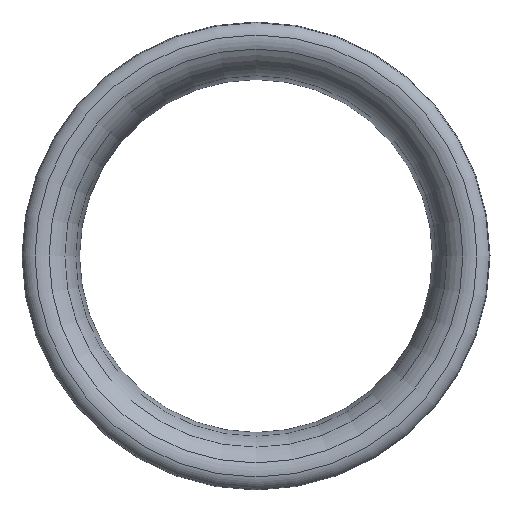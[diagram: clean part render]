
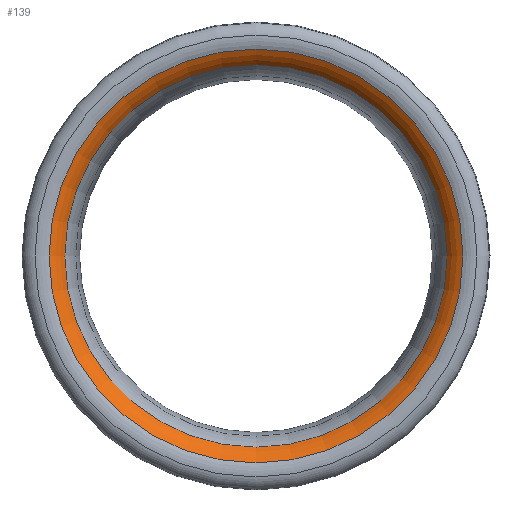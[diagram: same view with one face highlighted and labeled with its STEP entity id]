
A CAD part, left-side view. The second image highlights one B-rep face of the part: STEP entity #139.
In plain terms, the highlighted toroidal (fillet/blend) face has major radius 462.901 mm and minor radius 86.868 mm.
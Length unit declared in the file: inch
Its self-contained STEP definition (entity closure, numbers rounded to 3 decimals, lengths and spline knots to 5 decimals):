
#16=TOROIDAL_SURFACE('',#164,18.22445,3.42);
#38=FACE_BOUND('',#66,.T.);
#49=FACE_OUTER_BOUND('',#65,.T.);
#65=EDGE_LOOP('',(#120));
#66=EDGE_LOOP('',(#121));
#82=CIRCLE('',#163,15.44191);
#83=CIRCLE('',#165,16.70934);
#93=VERTEX_POINT('',#237);
#94=VERTEX_POINT('',#240);
#104=EDGE_CURVE('',#93,#93,#82,.T.);
#105=EDGE_CURVE('',#94,#94,#83,.T.);
#120=ORIENTED_EDGE('',*,*,#104,.T.);
#121=ORIENTED_EDGE('',*,*,#105,.F.);
#139=ADVANCED_FACE('',(#49,#38),#16,.T.);
#163=AXIS2_PLACEMENT_3D('',#238,#197,#198);
#164=AXIS2_PLACEMENT_3D('',#239,#199,#200);
#165=AXIS2_PLACEMENT_3D('',#241,#201,#202);
#197=DIRECTION('center_axis',(1.,0.,0.));
#198=DIRECTION('ref_axis',(0.,0.,-1.));
#199=DIRECTION('center_axis',(1.,0.,0.));
#200=DIRECTION('ref_axis',(0.,0.,-1.));
#201=DIRECTION('center_axis',(1.,0.,0.));
#202=DIRECTION('ref_axis',(0.,0.,-1.));
#237=CARTESIAN_POINT('',(-4.29757,15.44191,0.));
#238=CARTESIAN_POINT('Origin',(-4.29757,0.,
0.));
#239=CARTESIAN_POINT('Origin',(-2.30913,0.,0.));
#240=CARTESIAN_POINT('',(-5.37521,16.70934,0.));
#241=CARTESIAN_POINT('Origin',(-5.37521,0.,
0.));
